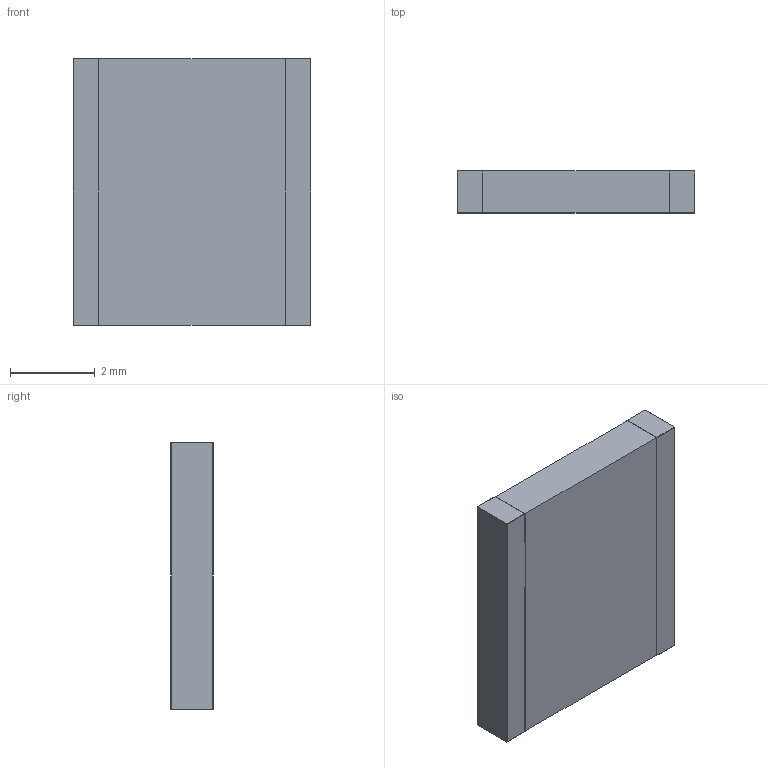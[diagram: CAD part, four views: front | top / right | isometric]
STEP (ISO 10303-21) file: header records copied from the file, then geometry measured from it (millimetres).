
FILE_DESCRIPTION (( 'STEP AP214' ), '1' );
FILE_NAME ('C2225.STEP', '2019-05-09T16:49:13', ( '' ), ( '' ), 'SwSTEP 2.0', 'SolidWorks 2018', '' );
FILE_SCHEMA (( 'AUTOMOTIVE_DESIGN' ));
Length unit declared in the file: millimetre
Products named in the file (1): C2225
Bounding box: 5.6 x 1 x 6.3 mm (x, y, z)
Volume: 34.6 mm3; surface area: 94.2 mm2
Topology: 1 solids, 1 shells, 113 faces, 296 edges, 184 vertices
Faces by surface type: bspline 47, plane 42, cylinder 16, sphere 8
Entity records: 6053 total; most frequent: CARTESIAN_POINT 3097, ORIENTED_EDGE 576, DIRECTION 360, EDGE_CURVE 288, VERTEX_POINT 184, LINE 162, VECTOR 162, EDGE_LOOP 120
